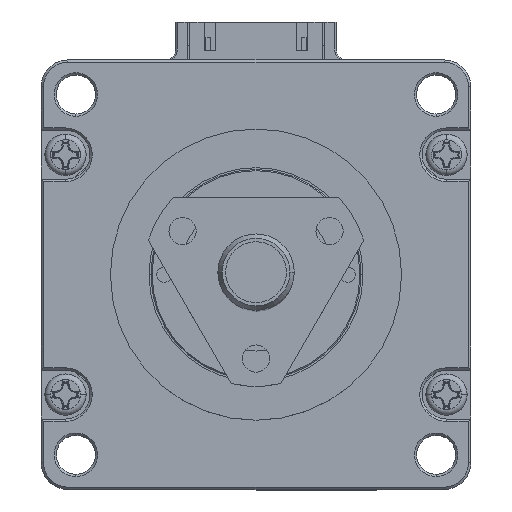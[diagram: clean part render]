
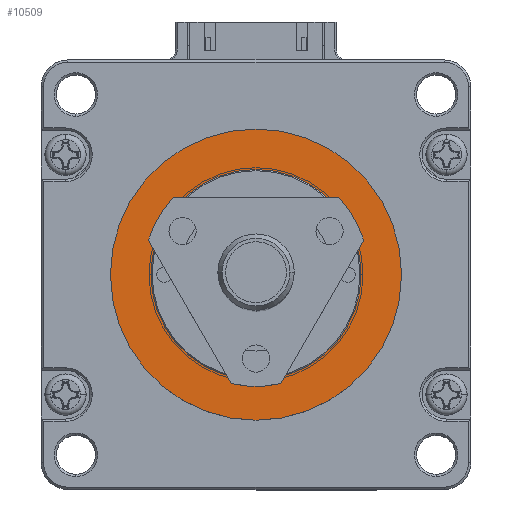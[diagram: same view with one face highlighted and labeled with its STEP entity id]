
A CAD part, top view. The second image highlights one B-rep face of the part: STEP entity #10509.
In plain terms, the highlighted planar face has unit normal (0, 0, 1).
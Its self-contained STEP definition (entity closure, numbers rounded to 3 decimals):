
#166 = CIRCLE ( 'NONE', #19349, 19.05 ) ;
#1049 = EDGE_LOOP ( 'NONE', ( #10874, #13741 ) ) ;
#1798 = CARTESIAN_POINT ( 'NONE',  ( -24.6, -24.6, 1.6 ) ) ;
#2510 = DIRECTION ( 'NONE',  ( 0., -1., 0. ) ) ;
#4072 = DIRECTION ( 'NONE',  ( 1., 0., 0. ) ) ;
#4295 = ORIENTED_EDGE ( 'NONE', *, *, #23647, .T. ) ;
#7370 = CARTESIAN_POINT ( 'NONE',  ( 0., -13.75, 1.6 ) ) ;
#7449 = DIRECTION ( 'NONE',  ( 0., 0., -1. ) ) ;
#8158 = CARTESIAN_POINT ( 'NONE',  ( 0., 0., 1.6 ) ) ;
#8506 = CARTESIAN_POINT ( 'NONE',  ( 0., 0., 1.6 ) ) ;
#9223 = EDGE_CURVE ( 'NONE', #14739, #9240, #24003, .T. ) ;
#9240 = VERTEX_POINT ( 'NONE', #10352 ) ;
#9766 = FACE_OUTER_BOUND ( 'NONE', #1049, .T. ) ;
#10352 = CARTESIAN_POINT ( 'NONE',  ( 0., -19.05, 1.6 ) ) ;
#10447 = CARTESIAN_POINT ( 'NONE',  ( 0., 19.05, 1.6 ) ) ;
#10509 = ADVANCED_FACE ( 'NONE', ( #9766, #17295 ), #26088, .T. ) ;
#10874 = ORIENTED_EDGE ( 'NONE', *, *, #22602, .F. ) ;
#11245 = AXIS2_PLACEMENT_3D ( 'NONE', #1798, #16052, #4072 ) ;
#11494 = ORIENTED_EDGE ( 'NONE', *, *, #12090, .T. ) ;
#12090 = EDGE_CURVE ( 'NONE', #17768, #22428, #20709, .T. ) ;
#13741 = ORIENTED_EDGE ( 'NONE', *, *, #9223, .F. ) ;
#14403 = DIRECTION ( 'NONE',  ( 0., 0., -1. ) ) ;
#14739 = VERTEX_POINT ( 'NONE', #10447 ) ;
#15019 = AXIS2_PLACEMENT_3D ( 'NONE', #19326, #7449, #25490 ) ;
#16052 = DIRECTION ( 'NONE',  ( 0., 0., 1. ) ) ;
#16424 = DIRECTION ( 'NONE',  ( 0., -1., 0. ) ) ;
#16802 = AXIS2_PLACEMENT_3D ( 'NONE', #8506, #20378, #2510 ) ;
#17295 = FACE_BOUND ( 'NONE', #23639, .T. ) ;
#17768 = VERTEX_POINT ( 'NONE', #7370 ) ;
#19326 = CARTESIAN_POINT ( 'NONE',  ( 0., 0., 1.6 ) ) ;
#19349 = AXIS2_PLACEMENT_3D ( 'NONE', #8158, #14403, #16424 ) ;
#19420 = DIRECTION ( 'NONE',  ( 0., 0., -1. ) ) ;
#20378 = DIRECTION ( 'NONE',  ( 0., 0., -1. ) ) ;
#20709 = CIRCLE ( 'NONE', #25758, 13.75 ) ;
#21549 = DIRECTION ( 'NONE',  ( 0., 1., 0. ) ) ;
#21796 = CARTESIAN_POINT ( 'NONE',  ( 0., 13.75, 1.6 ) ) ;
#22428 = VERTEX_POINT ( 'NONE', #21796 ) ;
#22602 = EDGE_CURVE ( 'NONE', #9240, #14739, #166, .T. ) ;
#23230 = CARTESIAN_POINT ( 'NONE',  ( 0., 0., 1.6 ) ) ;
#23639 = EDGE_LOOP ( 'NONE', ( #4295, #11494 ) ) ;
#23647 = EDGE_CURVE ( 'NONE', #22428, #17768, #25930, .T. ) ;
#24003 = CIRCLE ( 'NONE', #16802, 19.05 ) ;
#25490 = DIRECTION ( 'NONE',  ( 0., 1., 0. ) ) ;
#25758 = AXIS2_PLACEMENT_3D ( 'NONE', #23230, #19420, #21549 ) ;
#25930 = CIRCLE ( 'NONE', #15019, 13.75 ) ;
#26088 = PLANE ( 'NONE',  #11245 ) ;
